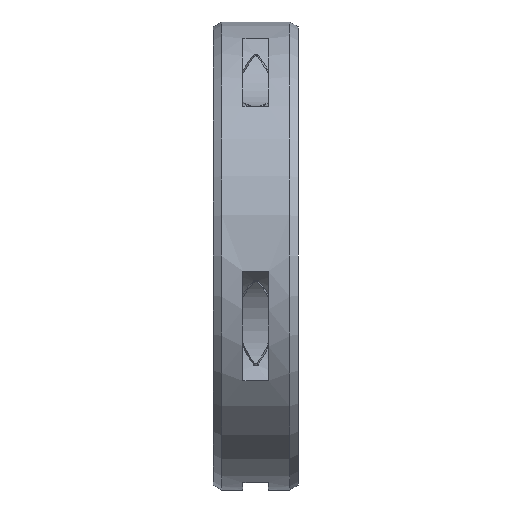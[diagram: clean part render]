
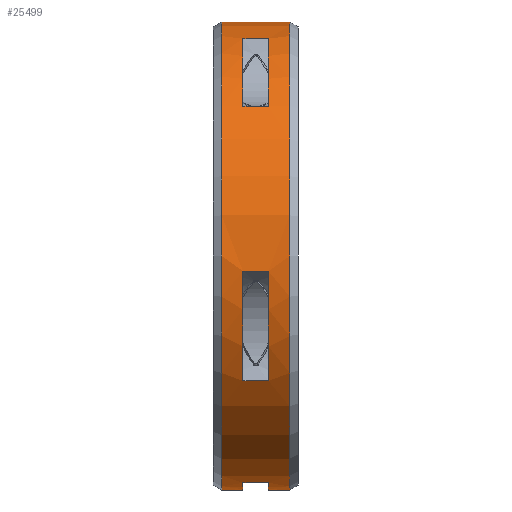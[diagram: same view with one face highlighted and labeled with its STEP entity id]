
A CAD part, left-side view. The second image highlights one B-rep face of the part: STEP entity #25499.
In plain terms, the highlighted cylindrical face has radius 27.5 mm (diameter 55 mm), a partial arc.
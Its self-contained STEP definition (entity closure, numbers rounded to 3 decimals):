
#24136=CARTESIAN_POINT('',(0.,-1.5,0.));
#24137=DIRECTION('',(0.,-1.,0.));
#24138=DIRECTION('',(-0.247,0.,-0.969));
#24139=AXIS2_PLACEMENT_3D('',#24136,#24137,#24138);
#24144=DIRECTION('',(0.,-1.,0.));
#24145=VECTOR('',#24144,3.);
#24146=CARTESIAN_POINT('',(-6.781,1.5,-26.651));
#24147=LINE('',#24146,#24145);
#24151=CARTESIAN_POINT('',(0.,1.5,0.));
#24152=DIRECTION('',(0.,-1.,0.));
#24153=DIRECTION('',(-0.247,0.,-0.969));
#24154=AXIS2_PLACEMENT_3D('',#24151,#24152,#24153);
#24159=DIRECTION('',(0.,1.,0.));
#24160=VECTOR('',#24159,2.5);
#24161=CARTESIAN_POINT('',(0.,1.5,-27.5));
#24162=LINE('',#24161,#24160);
#24166=DIRECTION('',(0.,1.,0.));
#24167=VECTOR('',#24166,8.);
#24168=CARTESIAN_POINT('',(0.,-4.,27.5));
#24169=LINE('',#24168,#24167);
#24173=CARTESIAN_POINT('',(0.,-4.,0.));
#24174=DIRECTION('',(0.,1.,0.));
#24175=DIRECTION('',(0.,0.,-1.));
#24176=AXIS2_PLACEMENT_3D('',#24173,#24174,#24175);
#24181=DIRECTION('',(0.,1.,0.));
#24182=VECTOR('',#24181,2.5);
#24183=CARTESIAN_POINT('',(0.,-4.,-27.5));
#24184=LINE('',#24183,#24182);
#24188=CARTESIAN_POINT('',(0.,-1.5,0.));
#24189=DIRECTION('',(0.,-1.,0.));
#24190=DIRECTION('',(-0.37,0.,0.929));
#24191=AXIS2_PLACEMENT_3D('',#24188,#24189,#24190);
#24196=DIRECTION('',(0.,-1.,0.));
#24197=VECTOR('',#24196,3.);
#24198=CARTESIAN_POINT('',(-10.179,1.5,25.547));
#24199=LINE('',#24198,#24197);
#24203=CARTESIAN_POINT('',(0.,1.5,0.));
#24204=DIRECTION('',(0.,-1.,0.));
#24205=DIRECTION('',(-0.37,0.,0.929));
#24206=AXIS2_PLACEMENT_3D('',#24203,#24204,#24205);
#24211=DIRECTION('',(0.,-1.,0.));
#24212=VECTOR('',#24211,3.);
#24213=CARTESIAN_POINT('',(-21.151,1.5,17.575));
#24214=LINE('',#24213,#24212);
#24218=CARTESIAN_POINT('',(0.,-1.5,0.));
#24219=DIRECTION('',(0.,-1.,0.));
#24220=DIRECTION('',(-0.998,0.,-0.065));
#24221=AXIS2_PLACEMENT_3D('',#24218,#24219,#24220);
#24226=DIRECTION('',(0.,-1.,0.));
#24227=VECTOR('',#24226,3.);
#24228=CARTESIAN_POINT('',(-27.442,1.5,-1.786));
#24229=LINE('',#24228,#24227);
#24233=CARTESIAN_POINT('',(0.,1.5,0.));
#24234=DIRECTION('',(0.,-1.,0.));
#24235=DIRECTION('',(-0.998,0.,-0.065));
#24236=AXIS2_PLACEMENT_3D('',#24233,#24234,#24235);
#24241=DIRECTION('',(0.,-1.,0.));
#24242=VECTOR('',#24241,3.);
#24243=CARTESIAN_POINT('',(-23.251,1.5,-14.685));
#24244=LINE('',#24243,#24242);
#24562=CARTESIAN_POINT('',(0.,4.,0.));
#24563=DIRECTION('',(0.,1.,0.));
#24564=DIRECTION('',(0.,0.,-1.));
#24565=AXIS2_PLACEMENT_3D('',#24562,#24563,#24564);
#24785=CARTESIAN_POINT('',(0.,-4.,-27.5));
#24787=VERTEX_POINT('',#24785);
#24788=CARTESIAN_POINT('',(0.,4.,-27.5));
#24790=VERTEX_POINT('',#24788);
#24817=CARTESIAN_POINT('',(0.,-4.,27.5));
#24819=VERTEX_POINT('',#24817);
#24820=CARTESIAN_POINT('',(0.,4.,27.5));
#24821=VERTEX_POINT('',#24820);
#24834=CARTESIAN_POINT('',(0.,-1.5,-27.5));
#24836=VERTEX_POINT('',#24834);
#24838=CARTESIAN_POINT('',(0.,1.5,-27.5));
#24840=VERTEX_POINT('',#24838);
#24848=CARTESIAN_POINT('',(-6.781,-1.5,-26.651));
#24849=VERTEX_POINT('',#24848);
#24850=CARTESIAN_POINT('',(-6.781,1.5,-26.651));
#24851=VERTEX_POINT('',#24850);
#24904=CARTESIAN_POINT('',(-10.179,-1.5,25.547));
#24905=CARTESIAN_POINT('',(-21.151,-1.5,17.575));
#24906=VERTEX_POINT('',#24904);
#24907=VERTEX_POINT('',#24905);
#24908=CARTESIAN_POINT('',(-10.179,1.5,25.547));
#24909=CARTESIAN_POINT('',(-21.151,1.5,17.575));
#24910=VERTEX_POINT('',#24908);
#24911=VERTEX_POINT('',#24909);
#24924=CARTESIAN_POINT('',(-27.442,-1.5,-1.786));
#24925=CARTESIAN_POINT('',(-23.251,-1.5,-14.685));
#24926=VERTEX_POINT('',#24924);
#24927=VERTEX_POINT('',#24925);
#24928=CARTESIAN_POINT('',(-27.442,1.5,-1.786));
#24929=CARTESIAN_POINT('',(-23.251,1.5,-14.685));
#24930=VERTEX_POINT('',#24928);
#24931=VERTEX_POINT('',#24929);
#25463=CARTESIAN_POINT('',(0.,28.737,0.));
#25464=DIRECTION('',(0.,-1.,0.));
#25465=DIRECTION('',(0.,0.,1.));
#25466=AXIS2_PLACEMENT_3D('',#25463,#25464,#25465);
#25467=CYLINDRICAL_SURFACE('',#25466,27.5);
#25468=ORIENTED_EDGE('',*,*,#25341,.F.);
#25470=ORIENTED_EDGE('',*,*,#25469,.F.);
#25472=ORIENTED_EDGE('',*,*,#25471,.T.);
#25473=ORIENTED_EDGE('',*,*,#25302,.T.);
#25475=ORIENTED_EDGE('',*,*,#25474,.T.);
#25476=ORIENTED_EDGE('',*,*,#25298,.F.);
#25478=ORIENTED_EDGE('',*,*,#25477,.F.);
#25479=ORIENTED_EDGE('',*,*,#25294,.T.);
#25480=EDGE_LOOP('',(#25468,#25470,#25472,#25473,#25475,#25476,#25478,#25479));
#25481=FACE_OUTER_BOUND('',#25480,.F.);
#25483=ORIENTED_EDGE('',*,*,#25482,.F.);
#25485=ORIENTED_EDGE('',*,*,#25484,.F.);
#25487=ORIENTED_EDGE('',*,*,#25486,.T.);
#25489=ORIENTED_EDGE('',*,*,#25488,.T.);
#25490=EDGE_LOOP('',(#25483,#25485,#25487,#25489));
#25491=FACE_BOUND('',#25490,.F.);
#25492=ORIENTED_EDGE('',*,*,#25401,.F.);
#25493=ORIENTED_EDGE('',*,*,#25449,.F.);
#25495=ORIENTED_EDGE('',*,*,#25494,.T.);
#25496=ORIENTED_EDGE('',*,*,#25423,.T.);
#25497=EDGE_LOOP('',(#25492,#25493,#25495,#25496));
#25498=FACE_BOUND('',#25497,.F.);
#24140=CIRCLE('',#24139,27.5);
#24155=CIRCLE('',#24154,27.5);
#24177=CIRCLE('',#24176,27.5);
#24192=CIRCLE('',#24191,27.5);
#24207=CIRCLE('',#24206,27.5);
#24222=CIRCLE('',#24221,27.5);
#24237=CIRCLE('',#24236,27.5);
#24566=CIRCLE('',#24565,27.5);
#25294=EDGE_CURVE('',#24787,#24836,#24184,.T.);
#25298=EDGE_CURVE('',#24819,#24821,#24169,.T.);
#25302=EDGE_CURVE('',#24840,#24790,#24162,.T.);
#25341=EDGE_CURVE('',#24849,#24836,#24140,.T.);
#25401=EDGE_CURVE('',#24926,#24927,#24222,.T.);
#25423=EDGE_CURVE('',#24931,#24927,#24244,.T.);
#25449=EDGE_CURVE('',#24930,#24926,#24229,.T.);
#25469=EDGE_CURVE('',#24851,#24849,#24147,.T.);
#25471=EDGE_CURVE('',#24851,#24840,#24155,.T.);
#25474=EDGE_CURVE('',#24790,#24821,#24566,.T.);
#25477=EDGE_CURVE('',#24787,#24819,#24177,.T.);
#25482=EDGE_CURVE('',#24906,#24907,#24192,.T.);
#25484=EDGE_CURVE('',#24910,#24906,#24199,.T.);
#25486=EDGE_CURVE('',#24910,#24911,#24207,.T.);
#25488=EDGE_CURVE('',#24911,#24907,#24214,.T.);
#25494=EDGE_CURVE('',#24930,#24931,#24237,.T.);
#25499=ADVANCED_FACE('',(#25481,#25491,#25498),#25467,.T.);
